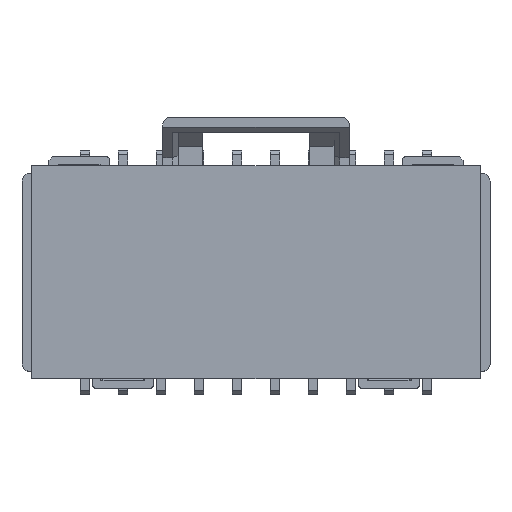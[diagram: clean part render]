
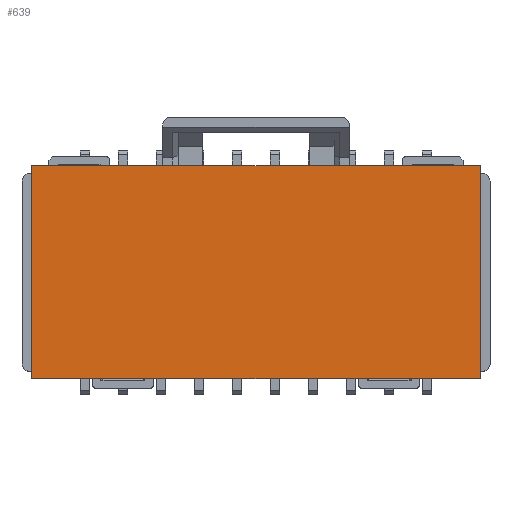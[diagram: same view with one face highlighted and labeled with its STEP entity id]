
A CAD part, top view. The second image highlights one B-rep face of the part: STEP entity #639.
In plain terms, the highlighted planar face has unit normal (0, 0, 1).
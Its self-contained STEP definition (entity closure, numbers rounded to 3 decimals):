
#639 = ADVANCED_FACE( '', ( #1714 ), #1715, .T. );
#1714 = FACE_OUTER_BOUND( '', #2789, .T. );
#1715 = PLANE( '', #2790 );
#2789 = EDGE_LOOP( '', ( #7326, #7327, #7328, #7329 ) );
#2790 = AXIS2_PLACEMENT_3D( '', #7330, #7331, #7332 );
#7326 = ORIENTED_EDGE( '', *, *, #8813, .T. );
#7327 = ORIENTED_EDGE( '', *, *, #8814, .F. );
#7328 = ORIENTED_EDGE( '', *, *, #8803, .F. );
#7329 = ORIENTED_EDGE( '', *, *, #8810, .T. );
#7330 = CARTESIAN_POINT( '', ( 5.9, -2.8, 3.13 ) );
#7331 = DIRECTION( '', ( 0., 0., 1. ) );
#7332 = DIRECTION( '', ( 1., 0., 0. ) );
#8803 = EDGE_CURVE( '', #11251, #11252, #11253, .T. );
#8810 = EDGE_CURVE( '', #11251, #11264, #11265, .T. );
#8813 = EDGE_CURVE( '', #11264, #11267, #11269, .T. );
#8814 = EDGE_CURVE( '', #11252, #11267, #11270, .T. );
#11251 = VERTEX_POINT( '', #15135 );
#11252 = VERTEX_POINT( '', #15136 );
#11253 = LINE( '', #15137, #15138 );
#11264 = VERTEX_POINT( '', #15155 );
#11265 = LINE( '', #15156, #15157 );
#11267 = VERTEX_POINT( '', #15160 );
#11269 = LINE( '', #15163, #15164 );
#11270 = LINE( '', #15165, #15166 );
#15135 = CARTESIAN_POINT( '', ( 5.9, -2.8, 3.13 ) );
#15136 = CARTESIAN_POINT( '', ( -5.9, -2.8, 3.13 ) );
#15137 = CARTESIAN_POINT( '', ( 5.9, -2.8, 3.13 ) );
#15138 = VECTOR( '', #16743, 1000. );
#15155 = CARTESIAN_POINT( '', ( 5.9, 2.8, 3.13 ) );
#15156 = CARTESIAN_POINT( '', ( 5.9, -2.8, 3.13 ) );
#15157 = VECTOR( '', #16750, 1000. );
#15160 = CARTESIAN_POINT( '', ( -5.9, 2.8, 3.13 ) );
#15163 = CARTESIAN_POINT( '', ( 5.9, 2.8, 3.13 ) );
#15164 = VECTOR( '', #16753, 1000. );
#15165 = CARTESIAN_POINT( '', ( -5.9, -2.8, 3.13 ) );
#15166 = VECTOR( '', #16754, 1000. );
#16743 = DIRECTION( '', ( -1., 0., 0. ) );
#16750 = DIRECTION( '', ( 0., 1., 0. ) );
#16753 = DIRECTION( '', ( -1., 0., 0. ) );
#16754 = DIRECTION( '', ( 0., 1., 0. ) );
